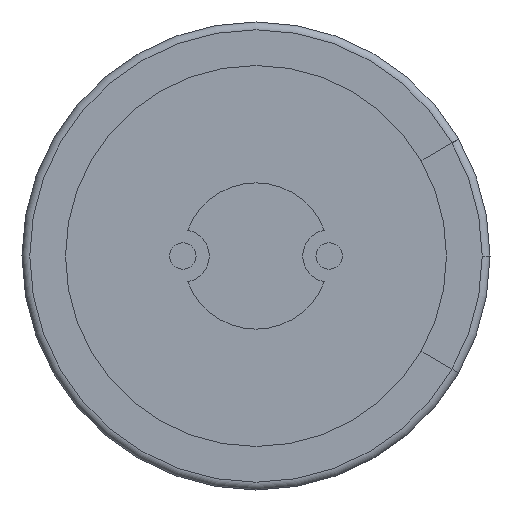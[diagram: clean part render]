
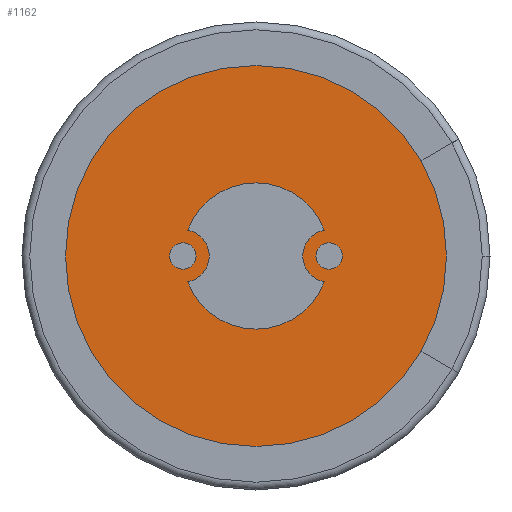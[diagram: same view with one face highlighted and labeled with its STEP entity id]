
A CAD part, front view. The second image highlights one B-rep face of the part: STEP entity #1162.
In plain terms, the highlighted planar face has unit normal (0, -1, 0).
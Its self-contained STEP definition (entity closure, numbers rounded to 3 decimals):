
#57 = CIRCLE ( 'NONE', #407, 0.45 ) ;
#66 = AXIS2_PLACEMENT_3D ( 'NONE', #662, #993, #2089 ) ;
#84 = EDGE_CURVE ( 'NONE', #1853, #945, #1431, .T. ) ;
#119 = CARTESIAN_POINT ( 'NONE',  ( 1.169, 0.95, -0.443 ) ) ;
#138 = FACE_BOUND ( 'NONE', #690, .T. ) ;
#169 = CARTESIAN_POINT ( 'NONE',  ( 0., 0.95, 0. ) ) ;
#193 = CIRCLE ( 'NONE', #1887, 3.256 ) ;
#287 = CARTESIAN_POINT ( 'NONE',  ( 0., 0.95, 1.25 ) ) ;
#293 = ORIENTED_EDGE ( 'NONE', *, *, #2093, .F. ) ;
#314 = VERTEX_POINT ( 'NONE', #2314 ) ;
#341 = CIRCLE ( 'NONE', #1329, 0.45 ) ;
#355 = CARTESIAN_POINT ( 'NONE',  ( -1.25, 0.95, 0. ) ) ;
#407 = AXIS2_PLACEMENT_3D ( 'NONE', #355, #502, #1229 ) ;
#502 = DIRECTION ( 'NONE',  ( 0., 1., 0. ) ) ;
#530 = DIRECTION ( 'NONE',  ( -1., 0., 0. ) ) ;
#540 = CARTESIAN_POINT ( 'NONE',  ( 2.82, 0.95, -1.628 ) ) ;
#569 = FACE_OUTER_BOUND ( 'NONE', #1267, .T. ) ;
#592 = DIRECTION ( 'NONE',  ( 0., -1., 0. ) ) ;
#601 = DIRECTION ( 'NONE',  ( 0., -1., 0. ) ) ;
#618 = AXIS2_PLACEMENT_3D ( 'NONE', #1417, #1600, #530 ) ;
#662 = CARTESIAN_POINT ( 'NONE',  ( 0., 0.95, 0. ) ) ;
#690 = EDGE_LOOP ( 'NONE', ( #2021, #782, #293, #1182, #1614 ) ) ;
#707 = DIRECTION ( 'NONE',  ( 0., -1., 0. ) ) ;
#724 = EDGE_CURVE ( 'NONE', #1224, #1561, #341, .T. ) ;
#756 = CARTESIAN_POINT ( 'NONE',  ( 1.25, 0.95, 0. ) ) ;
#780 = DIRECTION ( 'NONE',  ( 1., 0., 0. ) ) ;
#782 = ORIENTED_EDGE ( 'NONE', *, *, #896, .F. ) ;
#787 = DIRECTION ( 'NONE',  ( -1., 0., 0. ) ) ;
#799 = ORIENTED_EDGE ( 'NONE', *, *, #1231, .T. ) ;
#896 = EDGE_CURVE ( 'NONE', #2216, #314, #935, .T. ) ;
#935 = CIRCLE ( 'NONE', #1652, 1.25 ) ;
#945 = VERTEX_POINT ( 'NONE', #540 ) ;
#964 = CARTESIAN_POINT ( 'NONE',  ( 0., 0.95, 0. ) ) ;
#993 = DIRECTION ( 'NONE',  ( 0., -1., 0. ) ) ;
#1011 = CARTESIAN_POINT ( 'NONE',  ( 0., 0.95, 0. ) ) ;
#1015 = CARTESIAN_POINT ( 'NONE',  ( 0., 0.95, 0. ) ) ;
#1087 = ORIENTED_EDGE ( 'NONE', *, *, #2011, .T. ) ;
#1112 = CARTESIAN_POINT ( 'NONE',  ( 1.169, 0.95, 0.443 ) ) ;
#1162 = ADVANCED_FACE ( 'NONE', ( #138, #569 ), #1767, .F. ) ;
#1182 = ORIENTED_EDGE ( 'NONE', *, *, #724, .T. ) ;
#1224 = VERTEX_POINT ( 'NONE', #1112 ) ;
#1229 = DIRECTION ( 'NONE',  ( -1., 0., 0. ) ) ;
#1231 = EDGE_CURVE ( 'NONE', #945, #2289, #193, .T. ) ;
#1245 = AXIS2_PLACEMENT_3D ( 'NONE', #1015, #1705, #1355 ) ;
#1261 = DIRECTION ( 'NONE',  ( 1., 0., 0. ) ) ;
#1267 = EDGE_LOOP ( 'NONE', ( #1373, #799, #1087 ) ) ;
#1329 = AXIS2_PLACEMENT_3D ( 'NONE', #756, #601, #787 ) ;
#1355 = DIRECTION ( 'NONE',  ( -1., 0., 0. ) ) ;
#1373 = ORIENTED_EDGE ( 'NONE', *, *, #84, .T. ) ;
#1397 = CARTESIAN_POINT ( 'NONE',  ( 3.256, 0.95, 0. ) ) ;
#1414 = CARTESIAN_POINT ( 'NONE',  ( 2.82, 0.95, 1.628 ) ) ;
#1417 = CARTESIAN_POINT ( 'NONE',  ( 0., 0.95, 0. ) ) ;
#1426 = AXIS2_PLACEMENT_3D ( 'NONE', #964, #592, #780 ) ;
#1431 = CIRCLE ( 'NONE', #66, 3.256 ) ;
#1507 = DIRECTION ( 'NONE',  ( 0., -1., 0. ) ) ;
#1510 = CIRCLE ( 'NONE', #2151, 1.25 ) ;
#1561 = VERTEX_POINT ( 'NONE', #119 ) ;
#1573 = CIRCLE ( 'NONE', #1426, 3.256 ) ;
#1600 = DIRECTION ( 'NONE',  ( 0., 1., 0. ) ) ;
#1614 = ORIENTED_EDGE ( 'NONE', *, *, #1639, .F. ) ;
#1639 = EDGE_CURVE ( 'NONE', #2172, #1561, #2074, .T. ) ;
#1652 = AXIS2_PLACEMENT_3D ( 'NONE', #2141, #707, #1951 ) ;
#1705 = DIRECTION ( 'NONE',  ( 0., -1., 0. ) ) ;
#1708 = CARTESIAN_POINT ( 'NONE',  ( -1.169, 0.95, -0.443 ) ) ;
#1767 = PLANE ( 'NONE',  #618 ) ;
#1853 = VERTEX_POINT ( 'NONE', #1414 ) ;
#1887 = AXIS2_PLACEMENT_3D ( 'NONE', #169, #2167, #1261 ) ;
#1951 = DIRECTION ( 'NONE',  ( -1., 0., 0. ) ) ;
#2011 = EDGE_CURVE ( 'NONE', #2289, #1853, #1573, .T. ) ;
#2021 = ORIENTED_EDGE ( 'NONE', *, *, #2313, .F. ) ;
#2074 = CIRCLE ( 'NONE', #1245, 1.25 ) ;
#2089 = DIRECTION ( 'NONE',  ( 1., 0., 0. ) ) ;
#2093 = EDGE_CURVE ( 'NONE', #1224, #2216, #1510, .T. ) ;
#2141 = CARTESIAN_POINT ( 'NONE',  ( 0., 0.95, 0. ) ) ;
#2151 = AXIS2_PLACEMENT_3D ( 'NONE', #1011, #1507, #2215 ) ;
#2167 = DIRECTION ( 'NONE',  ( 0., -1., 0. ) ) ;
#2172 = VERTEX_POINT ( 'NONE', #1708 ) ;
#2215 = DIRECTION ( 'NONE',  ( -1., 0., 0. ) ) ;
#2216 = VERTEX_POINT ( 'NONE', #287 ) ;
#2289 = VERTEX_POINT ( 'NONE', #1397 ) ;
#2313 = EDGE_CURVE ( 'NONE', #314, #2172, #57, .T. ) ;
#2314 = CARTESIAN_POINT ( 'NONE',  ( -1.169, 0.95, 0.443 ) ) ;
